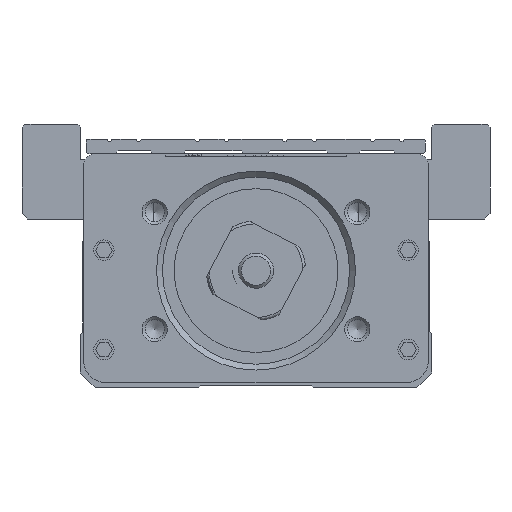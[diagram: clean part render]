
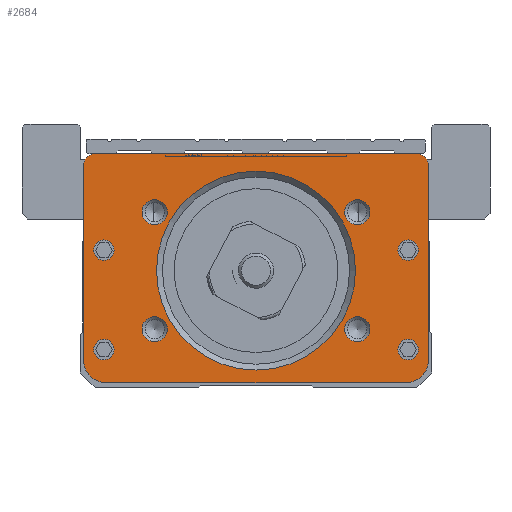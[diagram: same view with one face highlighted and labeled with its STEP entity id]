
A CAD part, front view. The second image highlights one B-rep face of the part: STEP entity #2684.
In plain terms, the highlighted face is planar.
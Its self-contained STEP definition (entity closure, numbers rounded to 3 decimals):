
#2684=ADVANCED_FACE('',(#5154,#5155,#5156,#5157,#5158,#5159,#5160,#5161,
#5162,#5163),#4114,.F.);
#4114=PLANE('',#29223);
#5154=FACE_BOUND('',#6395,.T.);
#5155=FACE_BOUND('',#6396,.T.);
#5156=FACE_BOUND('',#6397,.T.);
#5157=FACE_BOUND('',#6398,.T.);
#5158=FACE_BOUND('',#6399,.T.);
#5159=FACE_BOUND('',#6400,.T.);
#5160=FACE_BOUND('',#6401,.T.);
#5161=FACE_BOUND('',#6402,.T.);
#5162=FACE_BOUND('',#6403,.T.);
#5163=FACE_BOUND('',#6404,.T.);
#6395=EDGE_LOOP('',(#11366));
#6396=EDGE_LOOP('',(#11367));
#6397=EDGE_LOOP('',(#11368));
#6398=EDGE_LOOP('',(#11369));
#6399=EDGE_LOOP('',(#11370));
#6400=EDGE_LOOP('',(#11371));
#6401=EDGE_LOOP('',(#11372));
#6402=EDGE_LOOP('',(#11373));
#6403=EDGE_LOOP('',(#11374));
#6404=EDGE_LOOP('',(#11375,#11376,#11377,#11378,#11379,#11380,#11381,#11382));
#8192=CIRCLE('',#29180,4.);
#8194=CIRCLE('',#29184,4.);
#8205=CIRCLE('',#29208,2.);
#8206=CIRCLE('',#29210,2.);
#8208=CIRCLE('',#29214,2.15);
#8209=CIRCLE('',#29215,2.15);
#8210=CIRCLE('',#29216,2.15);
#8211=CIRCLE('',#29217,2.15);
#8212=CIRCLE('',#29218,17.);
#8213=CIRCLE('',#29219,1.75);
#8214=CIRCLE('',#29220,1.75);
#8215=CIRCLE('',#29221,1.75);
#8216=CIRCLE('',#29222,1.75);
#11366=ORIENTED_EDGE('',*,*,#20539,.T.);
#11367=ORIENTED_EDGE('',*,*,#20540,.T.);
#11368=ORIENTED_EDGE('',*,*,#20541,.T.);
#11369=ORIENTED_EDGE('',*,*,#20542,.T.);
#11370=ORIENTED_EDGE('',*,*,#20543,.T.);
#11371=ORIENTED_EDGE('',*,*,#20544,.T.);
#11372=ORIENTED_EDGE('',*,*,#20545,.T.);
#11373=ORIENTED_EDGE('',*,*,#20546,.T.);
#11374=ORIENTED_EDGE('',*,*,#20547,.T.);
#11375=ORIENTED_EDGE('',*,*,#20522,.F.);
#11376=ORIENTED_EDGE('',*,*,#20476,.F.);
#11377=ORIENTED_EDGE('',*,*,#20497,.F.);
#11378=ORIENTED_EDGE('',*,*,#20537,.F.);
#11379=ORIENTED_EDGE('',*,*,#20432,.F.);
#11380=ORIENTED_EDGE('',*,*,#20536,.F.);
#11381=ORIENTED_EDGE('',*,*,#20495,.F.);
#11382=ORIENTED_EDGE('',*,*,#20484,.F.);
#17443=VERTEX_POINT('',#41854);
#17444=VERTEX_POINT('',#41856);
#17484=VERTEX_POINT('',#41942);
#17485=VERTEX_POINT('',#41944);
#17492=VERTEX_POINT('',#41960);
#17493=VERTEX_POINT('',#41962);
#17498=VERTEX_POINT('',#41975);
#17502=VERTEX_POINT('',#41986);
#17527=VERTEX_POINT('',#42067);
#17528=VERTEX_POINT('',#42069);
#17529=VERTEX_POINT('',#42071);
#17530=VERTEX_POINT('',#42073);
#17531=VERTEX_POINT('',#42075);
#17532=VERTEX_POINT('',#42077);
#17533=VERTEX_POINT('',#42079);
#17534=VERTEX_POINT('',#42081);
#17535=VERTEX_POINT('',#42083);
#20432=EDGE_CURVE('',#17443,#17444,#23850,.T.);
#20476=EDGE_CURVE('',#17484,#17485,#8192,.T.);
#20484=EDGE_CURVE('',#17492,#17493,#8194,.T.);
#20495=EDGE_CURVE('',#17493,#17498,#23896,.T.);
#20497=EDGE_CURVE('',#17502,#17484,#23898,.T.);
#20522=EDGE_CURVE('',#17485,#17492,#23918,.T.);
#20536=EDGE_CURVE('',#17498,#17443,#8205,.T.);
#20537=EDGE_CURVE('',#17444,#17502,#8206,.T.);
#20539=EDGE_CURVE('',#17527,#17527,#8208,.T.);
#20540=EDGE_CURVE('',#17528,#17528,#8209,.T.);
#20541=EDGE_CURVE('',#17529,#17529,#8210,.T.);
#20542=EDGE_CURVE('',#17530,#17530,#8211,.T.);
#20543=EDGE_CURVE('',#17531,#17531,#8212,.T.);
#20544=EDGE_CURVE('',#17532,#17532,#8213,.T.);
#20545=EDGE_CURVE('',#17533,#17533,#8214,.T.);
#20546=EDGE_CURVE('',#17534,#17534,#8215,.T.);
#20547=EDGE_CURVE('',#17535,#17535,#8216,.T.);
#23850=LINE('',#41855,#26493);
#23896=LINE('',#41983,#26539);
#23898=LINE('',#41987,#26541);
#23918=LINE('',#42037,#26561);
#26493=VECTOR('',#33496,1.);
#26539=VECTOR('',#33590,1.);
#26541=VECTOR('',#33594,1.);
#26561=VECTOR('',#33640,1.);
#29180=AXIS2_PLACEMENT_3D('',#41943,#33560,#33561);
#29184=AXIS2_PLACEMENT_3D('',#41961,#33574,#33575);
#29208=AXIS2_PLACEMENT_3D('',#42060,#33663,#33664);
#29210=AXIS2_PLACEMENT_3D('',#42062,#33667,#33668);
#29214=AXIS2_PLACEMENT_3D('',#42066,#33675,#33676);
#29215=AXIS2_PLACEMENT_3D('',#42068,#33677,#33678);
#29216=AXIS2_PLACEMENT_3D('',#42070,#33679,#33680);
#29217=AXIS2_PLACEMENT_3D('',#42072,#33681,#33682);
#29218=AXIS2_PLACEMENT_3D('',#42074,#33683,#33684);
#29219=AXIS2_PLACEMENT_3D('',#42076,#33685,#33686);
#29220=AXIS2_PLACEMENT_3D('',#42078,#33687,#33688);
#29221=AXIS2_PLACEMENT_3D('',#42080,#33689,#33690);
#29222=AXIS2_PLACEMENT_3D('',#42082,#33691,#33692);
#29223=AXIS2_PLACEMENT_3D('',#42084,#33693,#33694);
#33496=DIRECTION('',(1.,0.,0.));
#33560=DIRECTION('',(0.,1.,0.));
#33561=DIRECTION('',(1.,0.,0.));
#33574=DIRECTION('',(0.,1.,0.));
#33575=DIRECTION('',(1.,0.,0.));
#33590=DIRECTION('',(0.,0.,1.));
#33594=DIRECTION('',(0.,0.,-1.));
#33640=DIRECTION('',(-1.,0.,0.));
#33663=DIRECTION('',(0.,1.,0.));
#33664=DIRECTION('',(0.,0.,1.));
#33667=DIRECTION('',(0.,1.,0.));
#33668=DIRECTION('',(0.,0.,1.));
#33675=DIRECTION('',(0.,1.,0.));
#33676=DIRECTION('',(0.,0.,1.));
#33677=DIRECTION('',(0.,1.,0.));
#33678=DIRECTION('',(0.,0.,1.));
#33679=DIRECTION('',(0.,1.,0.));
#33680=DIRECTION('',(0.,0.,1.));
#33681=DIRECTION('',(0.,1.,0.));
#33682=DIRECTION('',(0.,0.,1.));
#33683=DIRECTION('',(0.,1.,0.));
#33684=DIRECTION('',(0.,0.,1.));
#33685=DIRECTION('',(0.,1.,0.));
#33686=DIRECTION('',(0.,0.,1.));
#33687=DIRECTION('',(0.,1.,0.));
#33688=DIRECTION('',(0.,0.,1.));
#33689=DIRECTION('',(0.,1.,0.));
#33690=DIRECTION('',(0.,0.,1.));
#33691=DIRECTION('',(0.,1.,0.));
#33692=DIRECTION('',(0.,0.,1.));
#33693=DIRECTION('',(0.,1.,0.));
#33694=DIRECTION('',(0.,0.,-1.));
#41854=CARTESIAN_POINT('',(-27.5,-130.762,38.));
#41855=CARTESIAN_POINT('',(-25.5,-130.762,38.));
#41856=CARTESIAN_POINT('',(27.5,-130.762,38.));
#41942=CARTESIAN_POINT('',(29.5,-130.762,2.8));
#41943=CARTESIAN_POINT('',(25.5,-130.762,2.8));
#41944=CARTESIAN_POINT('',(25.5,-130.762,-1.2));
#41960=CARTESIAN_POINT('',(-25.5,-130.762,-1.2));
#41961=CARTESIAN_POINT('',(-25.5,-130.762,2.8));
#41962=CARTESIAN_POINT('',(-29.5,-130.762,2.8));
#41975=CARTESIAN_POINT('',(-29.5,-130.762,36.));
#41983=CARTESIAN_POINT('',(-29.5,-130.762,2.8));
#41986=CARTESIAN_POINT('',(29.5,-130.762,36.));
#41987=CARTESIAN_POINT('',(29.5,-130.762,39.));
#42037=CARTESIAN_POINT('',(25.5,-130.762,-1.2));
#42060=CARTESIAN_POINT('',(-27.5,-130.762,36.));
#42062=CARTESIAN_POINT('',(27.5,-130.762,36.));
#42066=CARTESIAN_POINT('',(-17.321,-130.762,28.));
#42067=CARTESIAN_POINT('',(-17.321,-130.762,30.15));
#42068=CARTESIAN_POINT('',(17.321,-130.762,8.));
#42069=CARTESIAN_POINT('',(17.321,-130.762,10.15));
#42070=CARTESIAN_POINT('',(17.321,-130.762,28.));
#42071=CARTESIAN_POINT('',(17.321,-130.762,30.15));
#42072=CARTESIAN_POINT('',(-17.321,-130.762,8.));
#42073=CARTESIAN_POINT('',(-17.321,-130.762,10.15));
#42074=CARTESIAN_POINT('',(0.,-130.762,18.));
#42075=CARTESIAN_POINT('',(0.,-130.762,35.));
#42076=CARTESIAN_POINT('',(-26.,-130.762,21.5));
#42077=CARTESIAN_POINT('',(-26.,-130.762,23.25));
#42078=CARTESIAN_POINT('',(-26.,-130.762,4.5));
#42079=CARTESIAN_POINT('',(-26.,-130.762,6.25));
#42080=CARTESIAN_POINT('',(26.,-130.762,4.5));
#42081=CARTESIAN_POINT('',(26.,-130.762,6.25));
#42082=CARTESIAN_POINT('',(26.,-130.762,21.5));
#42083=CARTESIAN_POINT('',(26.,-130.762,23.25));
#42084=CARTESIAN_POINT('',(-25.5,-130.762,2.8));
